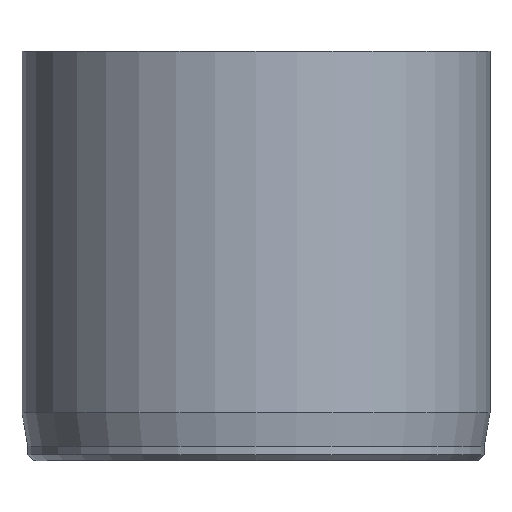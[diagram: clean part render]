
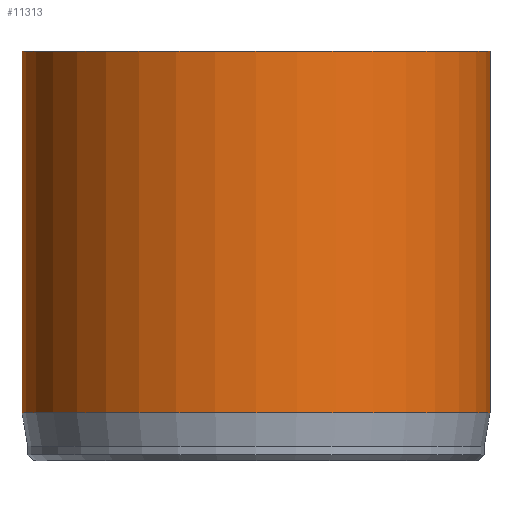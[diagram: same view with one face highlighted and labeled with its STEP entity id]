
A CAD part, front view. The second image highlights one B-rep face of the part: STEP entity #11313.
In plain terms, the highlighted cylindrical face has radius 8 mm (diameter 16 mm), a full revolution.
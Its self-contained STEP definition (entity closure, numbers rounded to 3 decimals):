
#1490=CYLINDRICAL_SURFACE('',#11854,8.);
#1782=FACE_OUTER_BOUND('',#2439,.T.);
#2439=EDGE_LOOP('',(#9111,#9112,#9113,#9114,#9115));
#3222=LINE('',#17520,#4132);
#4132=VECTOR('',#12656,8.);
#4650=CIRCLE('',#11839,8.);
#4655=CIRCLE('',#11852,8.);
#4656=CIRCLE('',#11853,8.);
#5191=VERTEX_POINT('',#17493);
#5196=VERTEX_POINT('',#17514);
#5197=VERTEX_POINT('',#17515);
#6599=EDGE_CURVE('',#5191,#5191,#4650,.T.);
#6607=EDGE_CURVE('',#5196,#5197,#4655,.T.);
#6608=EDGE_CURVE('',#5197,#5196,#4656,.T.);
#6610=EDGE_CURVE('',#5191,#5196,#3222,.T.);
#9111=ORIENTED_EDGE('',*,*,#6599,.T.);
#9112=ORIENTED_EDGE('',*,*,#6610,.T.);
#9113=ORIENTED_EDGE('',*,*,#6607,.T.);
#9114=ORIENTED_EDGE('',*,*,#6608,.T.);
#9115=ORIENTED_EDGE('',*,*,#6610,.F.);
#11313=ADVANCED_FACE('',(#1782),#1490,.T.);
#11839=AXIS2_PLACEMENT_3D('',#17494,#12620,#12621);
#11852=AXIS2_PLACEMENT_3D('',#17516,#12649,#12650);
#11853=AXIS2_PLACEMENT_3D('',#17517,#12651,#12652);
#11854=AXIS2_PLACEMENT_3D('',#17519,#12654,#12655);
#12620=DIRECTION('center_axis',(0.,0.,-1.));
#12621=DIRECTION('ref_axis',(-1.,0.,0.));
#12649=DIRECTION('center_axis',(0.,0.,1.));
#12650=DIRECTION('ref_axis',(-1.,0.,0.));
#12651=DIRECTION('center_axis',(0.,0.,1.));
#12652=DIRECTION('ref_axis',(-1.,0.,0.));
#12654=DIRECTION('center_axis',(0.,0.,1.));
#12655=DIRECTION('ref_axis',(-1.,0.,0.));
#12656=DIRECTION('',(0.,0.,-1.));
#17493=CARTESIAN_POINT('',(8.,0.,14.));
#17494=CARTESIAN_POINT('Origin',(0.,0.,14.));
#17514=CARTESIAN_POINT('',(8.,0.,1.634));
#17515=CARTESIAN_POINT('',(-8.,0.,1.634));
#17516=CARTESIAN_POINT('Origin',(0.,0.,1.634));
#17517=CARTESIAN_POINT('Origin',(0.,0.,1.634));
#17519=CARTESIAN_POINT('Origin',(0.,0.,0.));
#17520=CARTESIAN_POINT('',(8.,0.,0.));
